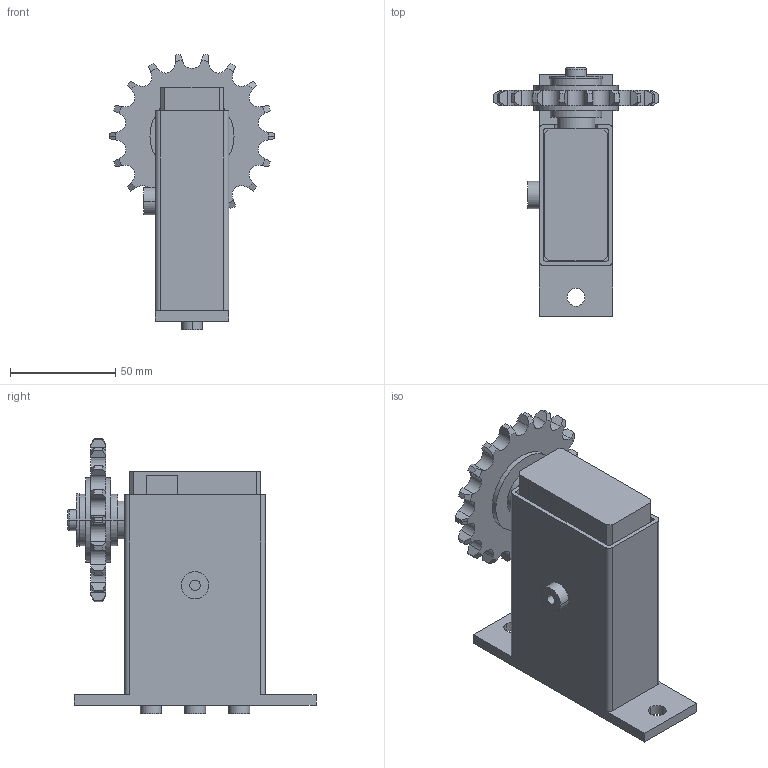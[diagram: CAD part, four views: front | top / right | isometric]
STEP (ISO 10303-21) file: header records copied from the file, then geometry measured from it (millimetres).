
FILE_DESCRIPTION(('STEP AP214'),'1');
FILE_NAME('cctmp_C2D3612D-2909-4C1A-B018-E7A7477AA589_2023_6_23_12_19_55_218..stp','2023-06-23T10:19:55',('Murtfeldt Kunststoffe GmbH & Co.KG'),('CADClick - www.CADClick.com'),'Spatial InterOp 3D',' ','unknown authorization');
FILE_SCHEMA(('AUTOMOTIVE_DESIGN'));
Length unit declared in the file: millimetre
Products named in the file (1): 1
Bounding box: 78.4 x 117.9 x 130.81 mm (x, y, z)
Volume: 270561.9 mm3; surface area: 82919.9 mm2
Topology: 5 solids, 7 shells, 250 faces, 645 edges, 424 vertices
Faces by surface type: plane 113, cylinder 87, cone 46, torus 4
Entity records: 9648 total; most frequent: CARTESIAN_POINT 1466, DIRECTION 1306, ORIENTED_EDGE 1286, EDGE_CURVE 643, AXIS2_PLACEMENT_3D 480, VERTEX_POINT 424, LINE 346, VECTOR 346
